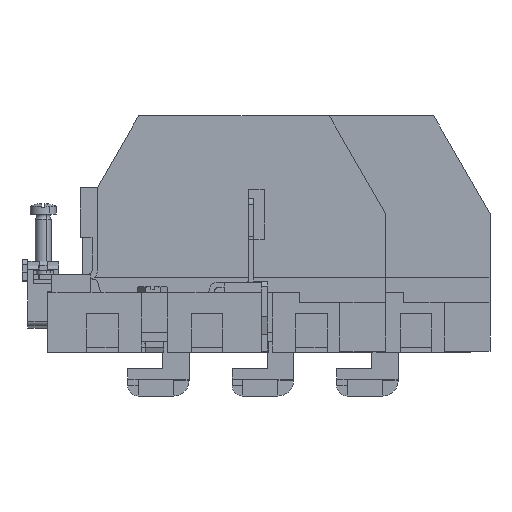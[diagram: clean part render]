
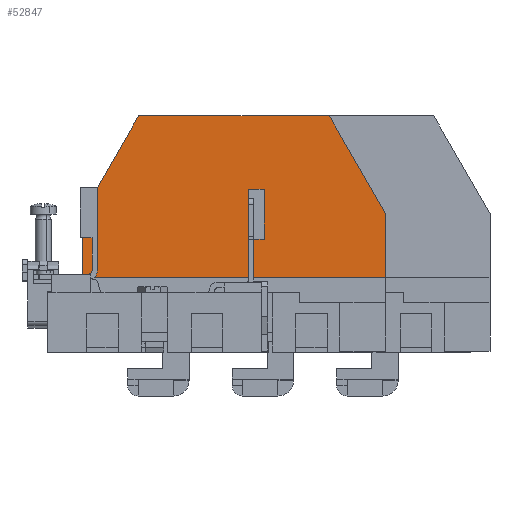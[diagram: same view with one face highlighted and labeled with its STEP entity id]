
A CAD part, front view. The second image highlights one B-rep face of the part: STEP entity #52847.
In plain terms, the highlighted face is planar.
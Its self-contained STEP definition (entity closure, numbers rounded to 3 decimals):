
#52822=AXIS2_PLACEMENT_3D('Plane Axis2P3D',#52819,#52820,#52821) ;
#52707=CARTESIAN_POINT('Vertex',(0.,116.,28.)) ;
#52710=CARTESIAN_POINT('Line Origine',(0.03,116.,40.382)) ;
#52714=CARTESIAN_POINT('Vertex',(0.06,116.,52.764)) ;
#52755=CARTESIAN_POINT('Vertex',(0.15,94.502,90.)) ;
#52758=CARTESIAN_POINT('Line Origine',(0.15,58.001,90.)) ;
#52762=CARTESIAN_POINT('Vertex',(0.15,21.5,90.)) ;
#52796=CARTESIAN_POINT('Vertex',(0.06,0.,52.761)) ;
#52799=CARTESIAN_POINT('Line Origine',(0.03,0.,40.38)) ;
#52803=CARTESIAN_POINT('Vertex',(0.,0.,28.)) ;
#52819=CARTESIAN_POINT('Axis2P3D Location',(0.088,-78.506,64.209)) ;
#52824=CARTESIAN_POINT('Line Origine',(0.,58.,28.)) ;
#52829=CARTESIAN_POINT('Line Origine',(0.105,10.75,71.38)) ;
#52834=CARTESIAN_POINT('Line Origine',(0.105,105.251,71.382)) ;
#52711=DIRECTION('Vector Direction',(-0.002,0.,-1.)) ;
#52759=DIRECTION('Vector Direction',(0.,-1.,0.)) ;
#52800=DIRECTION('Vector Direction',(-0.002,0.,-1.)) ;
#52820=DIRECTION('Axis2P3D Direction',(1.,0.,-0.002)) ;
#52821=DIRECTION('Axis2P3D XDirection',(0.,1.,0.)) ;
#52825=DIRECTION('Vector Direction',(0.,1.,0.)) ;
#52830=DIRECTION('Vector Direction',(-0.002,-0.5,-0.866)) ;
#52835=DIRECTION('Vector Direction',(0.002,-0.5,0.866)) ;
#52712=VECTOR('Line Direction',#52711,1.) ;
#52760=VECTOR('Line Direction',#52759,1.) ;
#52801=VECTOR('Line Direction',#52800,1.) ;
#52826=VECTOR('Line Direction',#52825,1.) ;
#52831=VECTOR('Line Direction',#52830,1.) ;
#52836=VECTOR('Line Direction',#52835,1.) ;
#52840=ORIENTED_EDGE('',*,*,#52716,.T.) ;
#52841=ORIENTED_EDGE('',*,*,#52828,.F.) ;
#52842=ORIENTED_EDGE('',*,*,#52805,.F.) ;
#52843=ORIENTED_EDGE('',*,*,#52833,.F.) ;
#52844=ORIENTED_EDGE('',*,*,#52764,.F.) ;
#52845=ORIENTED_EDGE('',*,*,#52838,.F.) ;
#52847=ADVANCED_FACE('Hauptkoerper nicht benutzen',(#52846),#52823,.F.) ;
#52716=EDGE_CURVE('',#52715,#52708,#52713,.T.) ;
#52764=EDGE_CURVE('',#52756,#52763,#52761,.T.) ;
#52805=EDGE_CURVE('',#52797,#52804,#52802,.T.) ;
#52828=EDGE_CURVE('',#52804,#52708,#52827,.T.) ;
#52833=EDGE_CURVE('',#52763,#52797,#52832,.T.) ;
#52838=EDGE_CURVE('',#52715,#52756,#52837,.T.) ;
#52839=EDGE_LOOP('',(#52840,#52841,#52842,#52843,#52844,#52845)) ;
#52846=FACE_OUTER_BOUND('',#52839,.T.) ;
#52713=LINE('Line',#52710,#52712) ;
#52761=LINE('Line',#52758,#52760) ;
#52802=LINE('Line',#52799,#52801) ;
#52827=LINE('Line',#52824,#52826) ;
#52832=LINE('Line',#52829,#52831) ;
#52837=LINE('Line',#52834,#52836) ;
#52823=PLANE('',#52822) ;
#52708=VERTEX_POINT('',#52707) ;
#52715=VERTEX_POINT('',#52714) ;
#52756=VERTEX_POINT('',#52755) ;
#52763=VERTEX_POINT('',#52762) ;
#52797=VERTEX_POINT('',#52796) ;
#52804=VERTEX_POINT('',#52803) ;
